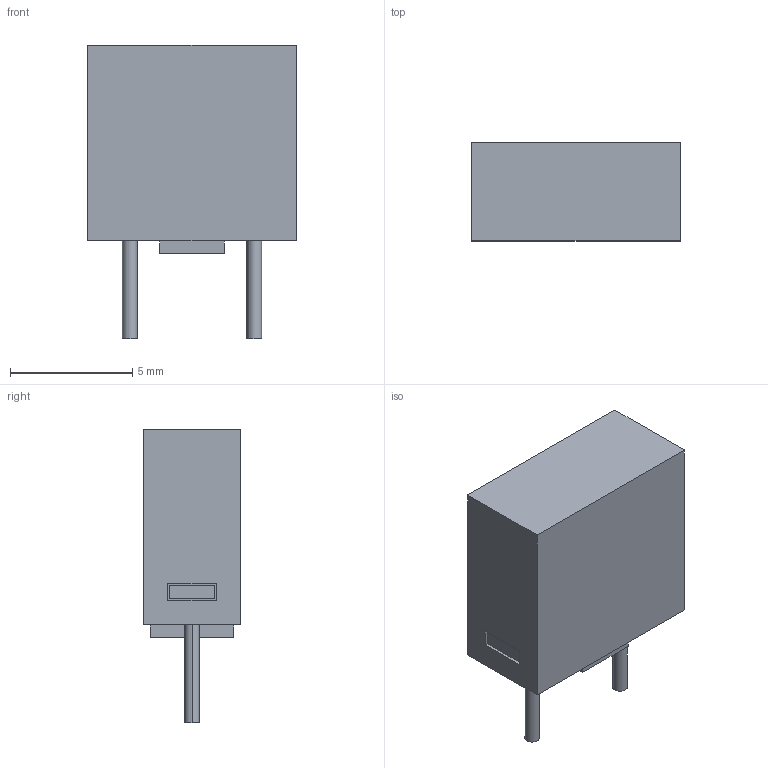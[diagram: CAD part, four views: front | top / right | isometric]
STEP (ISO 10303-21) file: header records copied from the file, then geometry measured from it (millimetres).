
FILE_DESCRIPTION (( 'STEP AP214' ), '1' );
FILE_NAME ('FUSE-TH_L8.5-W4.0-H8.5-P5.08.step', '2022-06-28T11:09:29', ( '' ), ( '' ), 'SwSTEP 2.0', 'SolidWorks 2020', '' );
FILE_SCHEMA (( 'AUTOMOTIVE_DESIGN' ));
Length unit declared in the file: millimetre
Products named in the file (1): FUSE-TH_L8.5-W4.0-H8.5-P5.08
Bounding box: 8.5 x 4 x 12 mm (x, y, z)
Volume: 267.8 mm3; surface area: 361.5 mm2
Topology: 1 solids, 2 shells, 334 faces, 887 edges, 590 vertices
Faces by surface type: plane 218, bspline 112, cylinder 4
Entity records: 15165 total; most frequent: CARTESIAN_POINT 3916, ORIENTED_EDGE 1774, DIRECTION 1113, EDGE_CURVE 887, LINE 651, VECTOR 651, VERTEX_POINT 590, EDGE_LOOP 367
